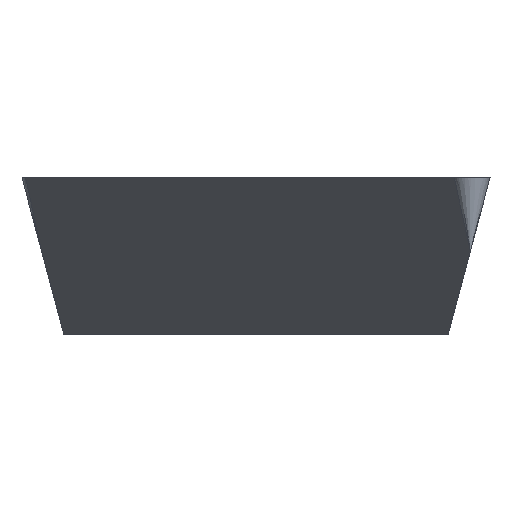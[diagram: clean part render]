
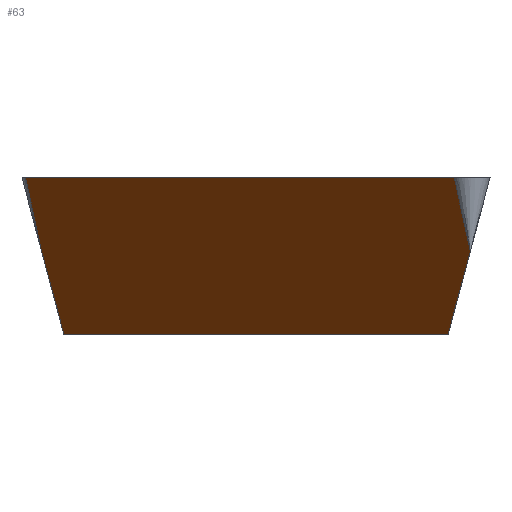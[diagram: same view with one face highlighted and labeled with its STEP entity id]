
A CAD part, left-side view. The second image highlights one B-rep face of the part: STEP entity #63.
In plain terms, the highlighted planar face has unit normal (-0.554, 0.791, -0.259).
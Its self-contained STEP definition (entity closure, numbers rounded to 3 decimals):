
#47=FACE_OUTER_BOUND('',#95,.T.);
#63=ADVANCED_FACE('',(#47),#79,.T.);
#79=PLANE('',#448);
#95=EDGE_LOOP('',(#137,#138,#139,#140,#141,#142));
#137=ORIENTED_EDGE('',*,*,#237,.T.);
#138=ORIENTED_EDGE('',*,*,#244,.T.);
#139=ORIENTED_EDGE('',*,*,#226,.T.);
#140=ORIENTED_EDGE('',*,*,#245,.T.);
#141=ORIENTED_EDGE('',*,*,#246,.F.);
#142=ORIENTED_EDGE('',*,*,#241,.T.);
#198=VERTEX_POINT('',#609);
#199=VERTEX_POINT('',#611);
#207=VERTEX_POINT('',#631);
#208=VERTEX_POINT('',#633);
#210=VERTEX_POINT('',#638);
#213=VERTEX_POINT('',#648);
#226=EDGE_CURVE('',#199,#198,#329,.T.);
#237=EDGE_CURVE('',#208,#207,#335,.T.);
#241=EDGE_CURVE('',#210,#208,#339,.T.);
#244=EDGE_CURVE('',#207,#199,#340,.T.);
#245=EDGE_CURVE('',#198,#213,#341,.T.);
#246=EDGE_CURVE('',#210,#213,#342,.T.);
#329=LINE('',#610,#359);
#335=LINE('',#632,#365);
#339=LINE('',#640,#369);
#340=LINE('',#646,#370);
#341=LINE('',#647,#371);
#342=LINE('',#649,#372);
#359=VECTOR('',#499,1.);
#365=VECTOR('',#519,1.);
#369=VECTOR('',#525,1.);
#370=VECTOR('',#532,1.);
#371=VECTOR('',#533,1.);
#372=VECTOR('',#534,1.);
#448=AXIS2_PLACEMENT_3D('',#650,#535,#536);
#499=DIRECTION('',(0.819,0.574,0.));
#519=DIRECTION('',(-0.634,-0.2,0.747));
#525=DIRECTION('',(-0.819,-0.574,0.));
#532=DIRECTION('',(-0.148,0.212,0.966));
#533=DIRECTION('',(0.148,-0.212,-0.966));
#534=DIRECTION('',(-0.081,0.258,0.963));
#535=DIRECTION('',(-0.554,0.791,-0.259));
#536=DIRECTION('',(0.819,0.574,0.));
#609=CARTESIAN_POINT('',(-1.605,4.69,0.));
#610=CARTESIAN_POINT('',(-14.066,-4.035,0.));
#611=CARTESIAN_POINT('',(-14.066,-4.035,0.));
#631=CARTESIAN_POINT('',(-13.836,-4.363,-1.493));
#632=CARTESIAN_POINT('',(-12.402,-3.91,-3.18));
#633=CARTESIAN_POINT('',(-12.402,-3.91,-3.18));
#638=CARTESIAN_POINT('',(-1.233,3.91,-3.18));
#640=CARTESIAN_POINT('',(-1.233,3.91,-3.18));
#646=CARTESIAN_POINT('',(-13.836,-4.363,-1.493));
#647=CARTESIAN_POINT('',(-1.605,4.69,0.));
#648=CARTESIAN_POINT('',(-1.375,4.363,-1.493));
#649=CARTESIAN_POINT('',(-1.233,3.91,-3.18));
#650=CARTESIAN_POINT('',(-0.687,5.333,0.));
